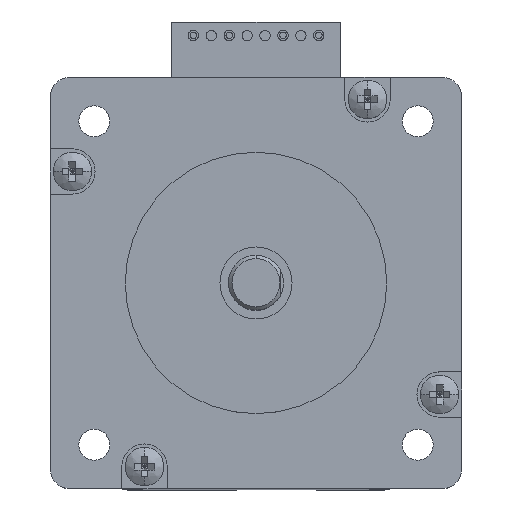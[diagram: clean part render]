
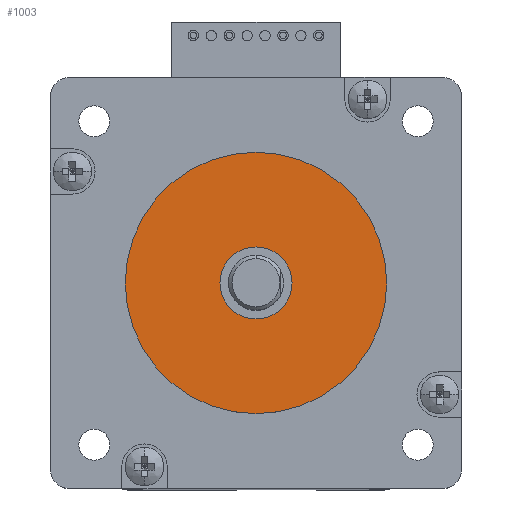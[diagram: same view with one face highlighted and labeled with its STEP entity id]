
A CAD part, top view. The second image highlights one B-rep face of the part: STEP entity #1003.
In plain terms, the highlighted face is planar.
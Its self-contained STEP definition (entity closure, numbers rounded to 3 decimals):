
#753 = ORIENTED_EDGE ( 'NONE', *, *, #10563, .T. ) ;
#1003 = ADVANCED_FACE ( 'NONE', ( #47020, #29464 ), #29565, .T. ) ;
#3106 = CARTESIAN_POINT ( 'NONE',  ( 0., 0., -1.6 ) ) ;
#3682 = EDGE_LOOP ( 'NONE', ( #19522, #13396 ) ) ;
#5932 = CARTESIAN_POINT ( 'NONE',  ( 0., 0., -1.6 ) ) ;
#7342 = AXIS2_PLACEMENT_3D ( 'NONE', #46942, #21052, #51262 ) ;
#7412 = DIRECTION ( 'NONE',  ( -1., 0., 0. ) ) ;
#7870 = AXIS2_PLACEMENT_3D ( 'NONE', #5932, #36133, #10265 ) ;
#10171 = CARTESIAN_POINT ( 'NONE',  ( 0., 0., -1.6 ) ) ;
#10265 = DIRECTION ( 'NONE',  ( -1., 0., 0. ) ) ;
#10563 = EDGE_CURVE ( 'NONE', #44343, #27490, #27715, .T. ) ;
#13396 = ORIENTED_EDGE ( 'NONE', *, *, #33364, .T. ) ;
#14553 = DIRECTION ( 'NONE',  ( -1., 0., 0. ) ) ;
#15749 = EDGE_CURVE ( 'NONE', #41879, #24589, #24385, .T. ) ;
#17300 = CARTESIAN_POINT ( 'NONE',  ( 0., 0., -1.6 ) ) ;
#19522 = ORIENTED_EDGE ( 'NONE', *, *, #15749, .T. ) ;
#20219 = ORIENTED_EDGE ( 'NONE', *, *, #47094, .T. ) ;
#21052 = DIRECTION ( 'NONE',  ( 0., 0., -1. ) ) ;
#21605 = DIRECTION ( 'NONE',  ( -1., 0., 0. ) ) ;
#24385 = CIRCLE ( 'NONE', #37712, 19.05 ) ;
#24589 = VERTEX_POINT ( 'NONE', #43144 ) ;
#27370 = AXIS2_PLACEMENT_3D ( 'NONE', #17300, #47523, #21605 ) ;
#27490 = VERTEX_POINT ( 'NONE', #48555 ) ;
#27715 = CIRCLE ( 'NONE', #7870, 5.25 ) ;
#27855 = CARTESIAN_POINT ( 'NONE',  ( 5.25, 0., -1.6 ) ) ;
#27980 = CARTESIAN_POINT ( 'NONE',  ( -19.05, 0., -1.6 ) ) ;
#29464 = FACE_OUTER_BOUND ( 'NONE', #3682, .T. ) ;
#29565 = PLANE ( 'NONE',  #7342 ) ;
#31267 = CIRCLE ( 'NONE', #27370, 5.25 ) ;
#33243 = DIRECTION ( 'NONE',  ( 0., 0., -1. ) ) ;
#33364 = EDGE_CURVE ( 'NONE', #24589, #41879, #36835, .T. ) ;
#36133 = DIRECTION ( 'NONE',  ( 0., 0., 1. ) ) ;
#36835 = CIRCLE ( 'NONE', #47639, 19.05 ) ;
#37712 = AXIS2_PLACEMENT_3D ( 'NONE', #10171, #40365, #14553 ) ;
#40365 = DIRECTION ( 'NONE',  ( 0., 0., -1. ) ) ;
#41879 = VERTEX_POINT ( 'NONE', #27980 ) ;
#43144 = CARTESIAN_POINT ( 'NONE',  ( 19.05, 0., -1.6 ) ) ;
#44343 = VERTEX_POINT ( 'NONE', #27855 ) ;
#46942 = CARTESIAN_POINT ( 'NONE',  ( 19.832, 19.812, -1.6 ) ) ;
#47020 = FACE_BOUND ( 'NONE', #54576, .T. ) ;
#47094 = EDGE_CURVE ( 'NONE', #27490, #44343, #31267, .T. ) ;
#47523 = DIRECTION ( 'NONE',  ( 0., 0., 1. ) ) ;
#47639 = AXIS2_PLACEMENT_3D ( 'NONE', #3106, #33243, #7412 ) ;
#48555 = CARTESIAN_POINT ( 'NONE',  ( -5.25, 0., -1.6 ) ) ;
#51262 = DIRECTION ( 'NONE',  ( 0., -1., 0. ) ) ;
#54576 = EDGE_LOOP ( 'NONE', ( #20219, #753 ) ) ;
